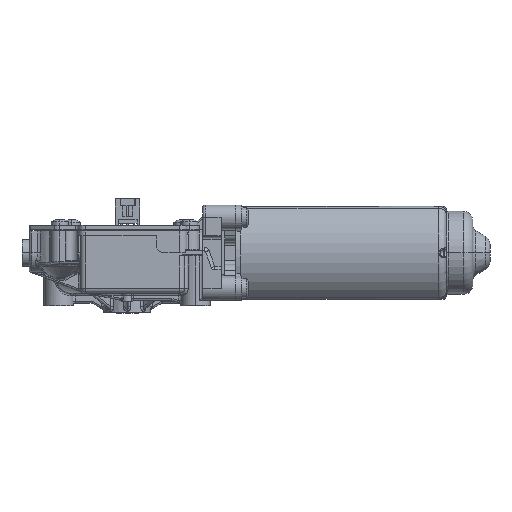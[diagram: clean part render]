
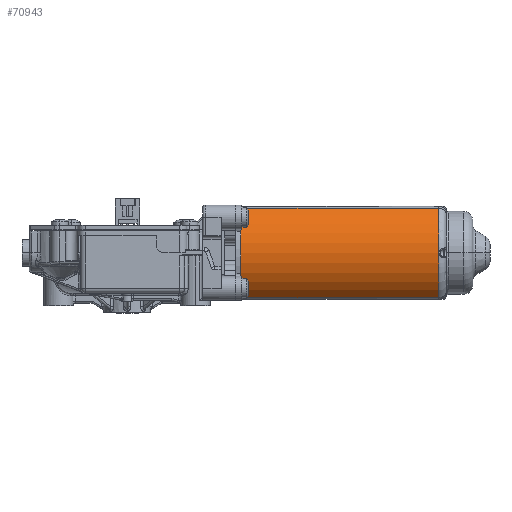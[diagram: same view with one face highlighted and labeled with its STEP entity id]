
A CAD part, top view. The second image highlights one B-rep face of the part: STEP entity #70943.
In plain terms, the highlighted cylindrical face has radius 24 mm (diameter 48 mm), a partial arc.
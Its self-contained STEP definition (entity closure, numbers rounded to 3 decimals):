
#64442=CARTESIAN_POINT('',(0.,2.,0.));
#64443=DIRECTION('',(0.,-1.,0.));
#64444=DIRECTION('',(-0.648,0.,0.762));
#64445=AXIS2_PLACEMENT_3D('',#64442,#64443,#64444);
#64686=DIRECTION('',(0.,-1.,0.));
#64687=VECTOR('',#64686,81.);
#64688=CARTESIAN_POINT('',(-15.545,83.,18.286));
#64689=LINE('',#64688,#64687);
#64690=DIRECTION('',(0.,1.,0.));
#64691=VECTOR('',#64690,81.);
#64692=CARTESIAN_POINT('',(-15.545,2.,-18.286));
#64693=LINE('',#64692,#64691);
#65357=CARTESIAN_POINT('',(0.,83.,0.));
#65358=DIRECTION('',(0.,-1.,0.));
#65359=DIRECTION('',(-0.648,0.,0.762));
#65360=AXIS2_PLACEMENT_3D('',#65357,#65358,#65359);
#65574=CARTESIAN_POINT('',(-15.545,83.,-18.286));
#66687=VERTEX_POINT('',#65574);
#66696=CARTESIAN_POINT('',(-15.545,83.,18.286));
#66697=CARTESIAN_POINT('',(-15.545,2.,18.286));
#66698=VERTEX_POINT('',#66696);
#66699=VERTEX_POINT('',#66697);
#66715=CARTESIAN_POINT('',(-15.545,2.,-18.286));
#66716=VERTEX_POINT('',#66715);
#70929=CARTESIAN_POINT('',(0.,-5.1,0.));
#70930=DIRECTION('',(0.,1.,0.));
#70931=DIRECTION('',(1.,0.,0.));
#70932=AXIS2_PLACEMENT_3D('',#70929,#70930,#70931);
#70933=CYLINDRICAL_SURFACE('',#70932,24.);
#70935=ORIENTED_EDGE('',*,*,#70934,.F.);
#70937=ORIENTED_EDGE('',*,*,#70936,.T.);
#70938=ORIENTED_EDGE('',*,*,#70625,.T.);
#70940=ORIENTED_EDGE('',*,*,#70939,.T.);
#70941=EDGE_LOOP('',(#70935,#70937,#70938,#70940));
#70942=FACE_OUTER_BOUND('',#70941,.F.);
#70943=ADVANCED_FACE('',(#70942),#70933,.T.);
#64446=CIRCLE('',#64445,24.);
#65361=CIRCLE('',#65360,24.);
#70625=EDGE_CURVE('',#66699,#66716,#64446,.T.);
#70934=EDGE_CURVE('',#66698,#66687,#65361,.T.);
#70936=EDGE_CURVE('',#66698,#66699,#64689,.T.);
#70939=EDGE_CURVE('',#66716,#66687,#64693,.T.);
